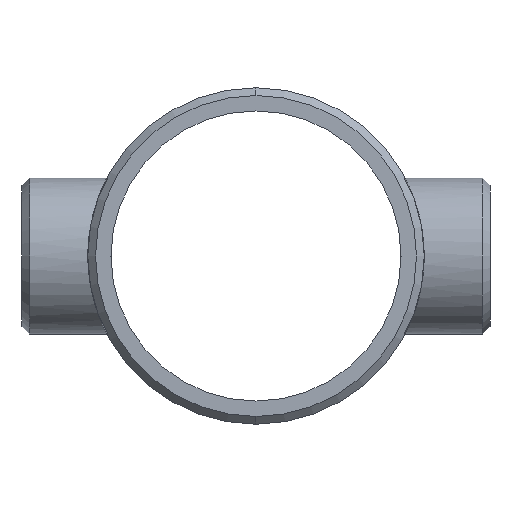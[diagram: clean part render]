
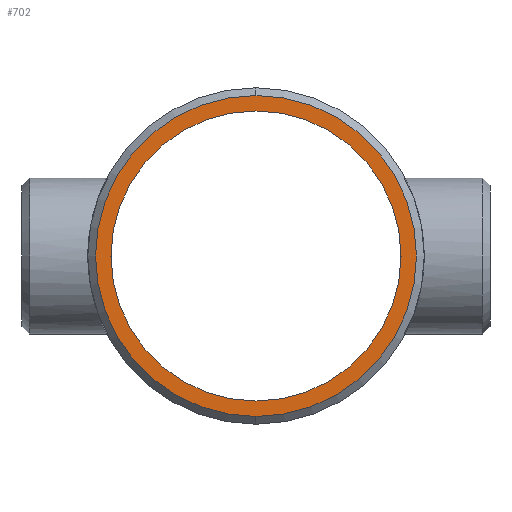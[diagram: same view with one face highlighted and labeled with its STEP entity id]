
A CAD part, left-side view. The second image highlights one B-rep face of the part: STEP entity #702.
In plain terms, the highlighted planar face has unit normal (-1, 0, 0).
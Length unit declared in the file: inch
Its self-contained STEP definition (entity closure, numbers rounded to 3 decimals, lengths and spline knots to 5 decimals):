
#10 = CIRCLE ( 'NONE', #720, 4.1145 ) ;
#13 = CARTESIAN_POINT ( 'NONE',  ( -7., 0., 3.7185 ) ) ;
#47 = EDGE_CURVE ( 'NONE', #508, #943, #491, .T. ) ;
#51 = DIRECTION ( 'NONE',  ( 0., 0., 1. ) ) ;
#94 = CARTESIAN_POINT ( 'NONE',  ( -7., 0., 0. ) ) ;
#104 = DIRECTION ( 'NONE',  ( -1., 0., 0. ) ) ;
#105 = FACE_BOUND ( 'NONE', #194, .T. ) ;
#114 = DIRECTION ( 'NONE',  ( 0., 0., 1. ) ) ;
#126 = DIRECTION ( 'NONE',  ( 0., 0., -1. ) ) ;
#194 = EDGE_LOOP ( 'NONE', ( #863, #1164 ) ) ;
#298 = AXIS2_PLACEMENT_3D ( 'NONE', #690, #544, #126 ) ;
#314 = AXIS2_PLACEMENT_3D ( 'NONE', #1207, #342, #51 ) ;
#342 = DIRECTION ( 'NONE',  ( 1., 0., 0. ) ) ;
#375 = VERTEX_POINT ( 'NONE', #13 ) ;
#456 = CIRCLE ( 'NONE', #821, 3.7185 ) ;
#489 = DIRECTION ( 'NONE',  ( 0., 0., 1. ) ) ;
#491 = CIRCLE ( 'NONE', #686, 4.1145 ) ;
#494 = CARTESIAN_POINT ( 'NONE',  ( -7., 0., -4.1145 ) ) ;
#503 = CARTESIAN_POINT ( 'NONE',  ( -7., 0., -3.7185 ) ) ;
#508 = VERTEX_POINT ( 'NONE', #494 ) ;
#544 = DIRECTION ( 'NONE',  ( -1., 0., 0. ) ) ;
#545 = DIRECTION ( 'NONE',  ( 1., 0., 0. ) ) ;
#607 = ORIENTED_EDGE ( 'NONE', *, *, #1039, .T. ) ;
#662 = VERTEX_POINT ( 'NONE', #503 ) ;
#686 = AXIS2_PLACEMENT_3D ( 'NONE', #694, #990, #114 ) ;
#690 = CARTESIAN_POINT ( 'NONE',  ( -7., 0., 0. ) ) ;
#694 = CARTESIAN_POINT ( 'NONE',  ( -7., 0., 0. ) ) ;
#702 = ADVANCED_FACE ( 'NONE', ( #1175, #105 ), #879, .T. ) ;
#720 = AXIS2_PLACEMENT_3D ( 'NONE', #94, #104, #489 ) ;
#821 = AXIS2_PLACEMENT_3D ( 'NONE', #846, #545, #1199 ) ;
#846 = CARTESIAN_POINT ( 'NONE',  ( -7., 0., 0. ) ) ;
#849 = EDGE_LOOP ( 'NONE', ( #997, #607 ) ) ;
#857 = EDGE_CURVE ( 'NONE', #662, #375, #1176, .T. ) ;
#863 = ORIENTED_EDGE ( 'NONE', *, *, #878, .T. ) ;
#878 = EDGE_CURVE ( 'NONE', #375, #662, #456, .T. ) ;
#879 = PLANE ( 'NONE',  #298 ) ;
#943 = VERTEX_POINT ( 'NONE', #1010 ) ;
#990 = DIRECTION ( 'NONE',  ( -1., 0., 0. ) ) ;
#997 = ORIENTED_EDGE ( 'NONE', *, *, #47, .T. ) ;
#1010 = CARTESIAN_POINT ( 'NONE',  ( -7., 0., 4.1145 ) ) ;
#1039 = EDGE_CURVE ( 'NONE', #943, #508, #10, .T. ) ;
#1164 = ORIENTED_EDGE ( 'NONE', *, *, #857, .T. ) ;
#1175 = FACE_OUTER_BOUND ( 'NONE', #849, .T. ) ;
#1176 = CIRCLE ( 'NONE', #314, 3.7185 ) ;
#1199 = DIRECTION ( 'NONE',  ( 0., 0., 1. ) ) ;
#1207 = CARTESIAN_POINT ( 'NONE',  ( -7., 0., 0. ) ) ;
